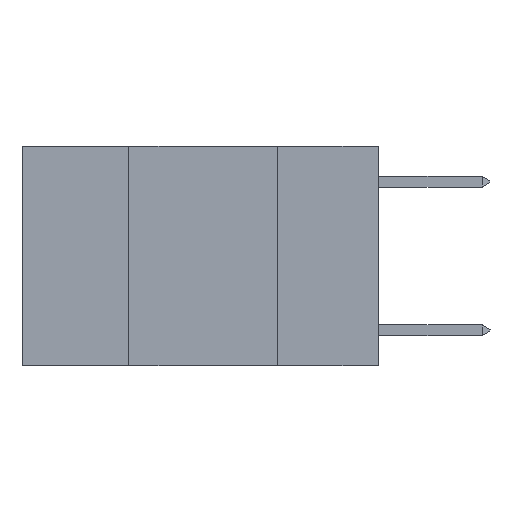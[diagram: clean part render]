
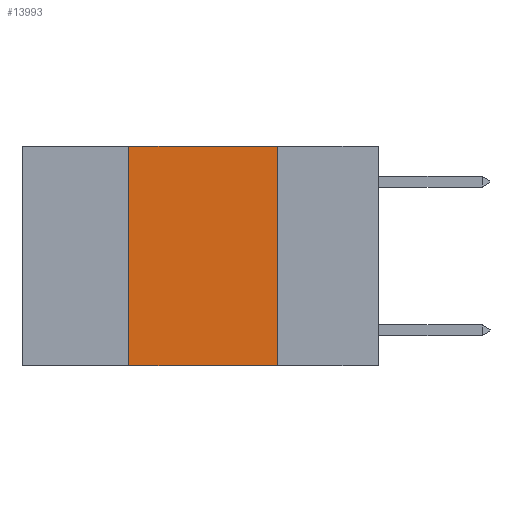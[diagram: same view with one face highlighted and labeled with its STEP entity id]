
A CAD part, left-side view. The second image highlights one B-rep face of the part: STEP entity #13993.
In plain terms, the highlighted planar face has unit normal (-1, 0, 0).
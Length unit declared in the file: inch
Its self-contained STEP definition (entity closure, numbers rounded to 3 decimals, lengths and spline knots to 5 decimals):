
#751 = EDGE_CURVE ( 'NONE', #16017, #15708, #17310, .T. ) ;
#1388 = DIRECTION ( 'NONE',  ( 0., -1., 0. ) ) ;
#1549 = CARTESIAN_POINT ( 'NONE',  ( 0., 0.6, -0.37 ) ) ;
#1585 = ORIENTED_EDGE ( 'NONE', *, *, #15943, .F. ) ;
#1831 = PLANE ( 'NONE',  #11447 ) ;
#2079 = EDGE_CURVE ( 'NONE', #15708, #11150, #10268, .T. ) ;
#3704 = CARTESIAN_POINT ( 'NONE',  ( 0., 0.42, -0.37 ) ) ;
#4587 = ORIENTED_EDGE ( 'NONE', *, *, #2079, .F. ) ;
#4804 = DIRECTION ( 'NONE',  ( 1., 0., 0. ) ) ;
#6020 = DIRECTION ( 'NONE',  ( 0., 0., 1. ) ) ;
#6602 = ORIENTED_EDGE ( 'NONE', *, *, #751, .F. ) ;
#6798 = FACE_OUTER_BOUND ( 'NONE', #9636, .T. ) ;
#6887 = DIRECTION ( 'NONE',  ( 0., 0., -1. ) ) ;
#8593 = CARTESIAN_POINT ( 'NONE',  ( 0., 0.17, 0. ) ) ;
#9636 = EDGE_LOOP ( 'NONE', ( #1585, #4587, #6602, #14848 ) ) ;
#10124 = VECTOR ( 'NONE', #20129, 39.37008 ) ;
#10268 = LINE ( 'NONE', #22737, #10124 ) ;
#10902 = CARTESIAN_POINT ( 'NONE',  ( 0., 0.6, 0. ) ) ;
#11150 = VERTEX_POINT ( 'NONE', #18549 ) ;
#11447 = AXIS2_PLACEMENT_3D ( 'NONE', #10902, #4804, #12659 ) ;
#12520 = EDGE_CURVE ( 'NONE', #16017, #22024, #15316, .T. ) ;
#12659 = DIRECTION ( 'NONE',  ( 0., 0., -1. ) ) ;
#13844 = CARTESIAN_POINT ( 'NONE',  ( 0., 0.42, 0. ) ) ;
#13993 = ADVANCED_FACE ( 'NONE', ( #6798 ), #1831, .F. ) ;
#14472 = VECTOR ( 'NONE', #6887, 39.37008 ) ;
#14605 = LINE ( 'NONE', #8593, #14472 ) ;
#14848 = ORIENTED_EDGE ( 'NONE', *, *, #12520, .T. ) ;
#15157 = VECTOR ( 'NONE', #1388, 39.37008 ) ;
#15316 = LINE ( 'NONE', #1549, #15157 ) ;
#15708 = VERTEX_POINT ( 'NONE', #13844 ) ;
#15943 = EDGE_CURVE ( 'NONE', #11150, #22024, #14605, .T. ) ;
#16017 = VERTEX_POINT ( 'NONE', #3704 ) ;
#16159 = CARTESIAN_POINT ( 'NONE',  ( 0., 0.42, 0. ) ) ;
#16425 = CARTESIAN_POINT ( 'NONE',  ( 0., 0.17, -0.37 ) ) ;
#17270 = VECTOR ( 'NONE', #6020, 39.37008 ) ;
#17310 = LINE ( 'NONE', #16159, #17270 ) ;
#18549 = CARTESIAN_POINT ( 'NONE',  ( 0., 0.17, 0. ) ) ;
#20129 = DIRECTION ( 'NONE',  ( 0., -1., 0. ) ) ;
#22024 = VERTEX_POINT ( 'NONE', #16425 ) ;
#22737 = CARTESIAN_POINT ( 'NONE',  ( 0., 0.6, 0. ) ) ;
